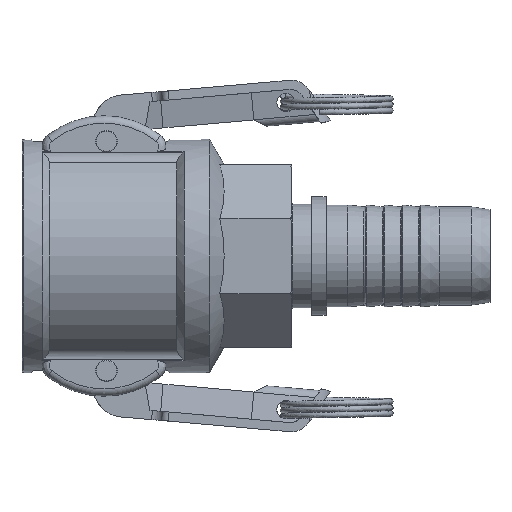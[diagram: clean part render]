
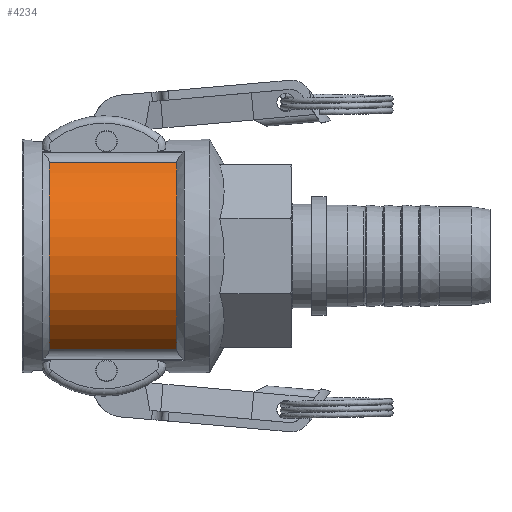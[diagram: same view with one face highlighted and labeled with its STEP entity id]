
A CAD part, front view. The second image highlights one B-rep face of the part: STEP entity #4234.
In plain terms, the highlighted cylindrical face has radius 30 mm (diameter 60 mm), a partial arc.
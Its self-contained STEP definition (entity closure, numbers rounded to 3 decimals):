
#209=LINE('',#6994,#473);
#210=LINE('',#6998,#474);
#473=VECTOR('',#5178,10.);
#474=VECTOR('',#5181,10.);
#739=CYLINDRICAL_SURFACE('',#4528,30.);
#933=FACE_OUTER_BOUND('',#1164,.T.);
#1164=EDGE_LOOP('',(#2945,#2946,#2947,#2948));
#1397=CIRCLE('',#4529,30.);
#1398=CIRCLE('',#4530,30.);
#1731=VERTEX_POINT('',#6992);
#1732=VERTEX_POINT('',#6993);
#1733=VERTEX_POINT('',#6995);
#1734=VERTEX_POINT('',#6997);
#2193=EDGE_CURVE('',#1731,#1732,#209,.T.);
#2194=EDGE_CURVE('',#1733,#1731,#1397,.T.);
#2195=EDGE_CURVE('',#1734,#1733,#210,.T.);
#2196=EDGE_CURVE('',#1734,#1732,#1398,.T.);
#2945=ORIENTED_EDGE('',*,*,#2193,.F.);
#2946=ORIENTED_EDGE('',*,*,#2194,.F.);
#2947=ORIENTED_EDGE('',*,*,#2195,.F.);
#2948=ORIENTED_EDGE('',*,*,#2196,.T.);
#4234=ADVANCED_FACE('',(#933),#739,.T.);
#4528=AXIS2_PLACEMENT_3D('',#6991,#5176,#5177);
#4529=AXIS2_PLACEMENT_3D('',#6996,#5179,#5180);
#4530=AXIS2_PLACEMENT_3D('',#6999,#5182,#5183);
#5176=DIRECTION('center_axis',(-1.,0.,0.));
#5177=DIRECTION('ref_axis',(0.,0.,1.));
#5178=DIRECTION('',(1.,0.,0.));
#5179=DIRECTION('center_axis',(-1.,0.,0.));
#5180=DIRECTION('ref_axis',(0.,0.,1.));
#5181=DIRECTION('',(-1.,0.,0.));
#5182=DIRECTION('center_axis',(-1.,0.,0.));
#5183=DIRECTION('ref_axis',(0.,0.,1.));
#6991=CARTESIAN_POINT('Origin',(-2.,0.,0.));
#6992=CARTESIAN_POINT('',(-19.5,-15.455,25.713));
#6993=CARTESIAN_POINT('',(15.5,-15.455,25.713));
#6994=CARTESIAN_POINT('',(-2.,-15.455,25.713));
#6995=CARTESIAN_POINT('',(-19.5,-15.455,-25.713));
#6996=CARTESIAN_POINT('Origin',(-19.5,0.,0.));
#6997=CARTESIAN_POINT('',(15.5,-15.455,-25.713));
#6998=CARTESIAN_POINT('',(-2.,-15.455,-25.713));
#6999=CARTESIAN_POINT('Origin',(15.5,0.,0.));
